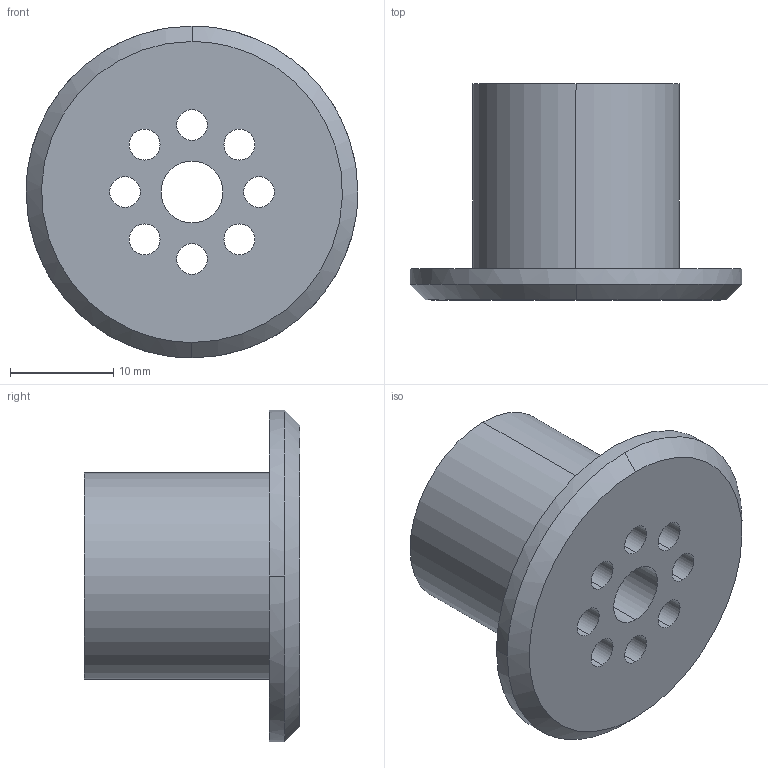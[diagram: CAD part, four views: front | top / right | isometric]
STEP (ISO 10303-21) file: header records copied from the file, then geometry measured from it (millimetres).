
FILE_DESCRIPTION (( 'STEP AP214' ), '1' );
FILE_NAME ('LeftAOR.STEP', '2022-11-14T14:11:37', ( '' ), ( '' ), 'SwSTEP 2.0', 'SolidWorks 2018', '' );
FILE_SCHEMA (( 'AUTOMOTIVE_DESIGN' ));
Length unit declared in the file: millimetre
Products named in the file (3): wand_swivel_fitting-3D_new.stp; 13_A.stp; LeftAOR
Assembly tree (2 placements, depth 3):
  LeftAOR
    wand_swivel_fitting-3D_new.stp
      13_A.stp
Bounding box: 32.2 x 20.95 x 32.2 mm (x, y, z)
Volume: 6194.6 mm3; surface area: 4772.9 mm2
Topology: 1 solids, 1 shells, 27 faces, 72 edges, 48 vertices
Faces by surface type: cylinder 22, plane 3, cone 2
Entity records: 1095 total; most frequent: CARTESIAN_POINT 268, DIRECTION 172, ORIENTED_EDGE 144, AXIS2_PLACEMENT_3D 75, EDGE_CURVE 72, VERTEX_POINT 48, EDGE_LOOP 46, CIRCLE 42
